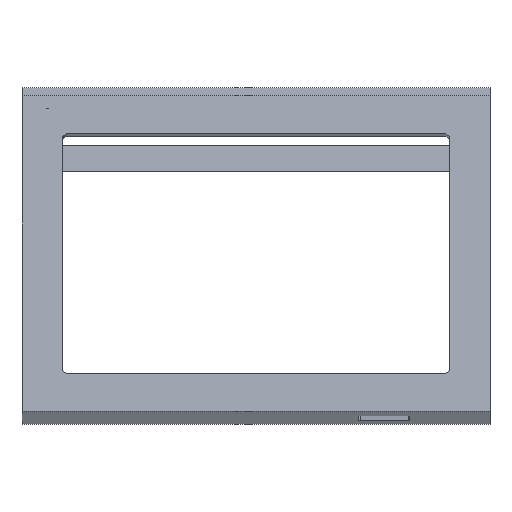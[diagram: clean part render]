
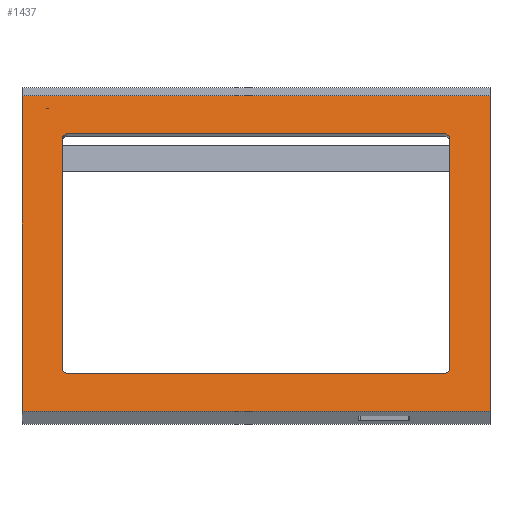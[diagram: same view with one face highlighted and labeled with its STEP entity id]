
A CAD part, left-side view. The second image highlights one B-rep face of the part: STEP entity #1437.
In plain terms, the highlighted planar face has unit normal (-0.985, 0, 0.174).
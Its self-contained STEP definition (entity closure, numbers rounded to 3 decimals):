
#34 = LINE ( 'NONE', #830, #2043 ) ;
#66 = ORIENTED_EDGE ( 'NONE', *, *, #1245, .T. ) ;
#80 = CARTESIAN_POINT ( 'NONE',  ( 63.64, 12.5, 55.206 ) ) ;
#119 = EDGE_CURVE ( 'NONE', #473, #1136, #570, .T. ) ;
#122 = CIRCLE ( 'NONE', #457, 2. ) ;
#139 = DIRECTION ( 'NONE',  ( -0.174, 0., -0.985 ) ) ;
#186 = CARTESIAN_POINT ( 'NONE',  ( 76.142, 14.5, 126.112 ) ) ;
#250 = VECTOR ( 'NONE', #2631, 1000. ) ;
#270 = VERTEX_POINT ( 'NONE', #478 ) ;
#283 = ORIENTED_EDGE ( 'NONE', *, *, #1024, .F. ) ;
#317 = VERTEX_POINT ( 'NONE', #688 ) ;
#356 = EDGE_CURVE ( 'NONE', #833, #1417, #1810, .T. ) ;
#358 = CARTESIAN_POINT ( 'NONE',  ( 63.64, 14.5, 55.206 ) ) ;
#426 = CARTESIAN_POINT ( 'NONE',  ( 78.573, 0., 139.899 ) ) ;
#457 = AXIS2_PLACEMENT_3D ( 'NONE', #186, #602, #1385 ) ;
#458 = CARTESIAN_POINT ( 'NONE',  ( 63.64, 131.5, 55.206 ) ) ;
#459 = VECTOR ( 'NONE', #573, 1000. ) ;
#473 = VERTEX_POINT ( 'NONE', #1431 ) ;
#478 = CARTESIAN_POINT ( 'NONE',  ( 78.573, 146., 139.899 ) ) ;
#488 = VERTEX_POINT ( 'NONE', #811 ) ;
#530 = VERTEX_POINT ( 'NONE', #1979 ) ;
#566 = EDGE_LOOP ( 'NONE', ( #2320, #1629, #1002, #2361 ) ) ;
#570 = LINE ( 'NONE', #1644, #747 ) ;
#573 = DIRECTION ( 'NONE',  ( 0.174, 0., 0.985 ) ) ;
#597 = EDGE_CURVE ( 'NONE', #833, #530, #122, .T. ) ;
#598 = DIRECTION ( 'NONE',  ( -0.174, 0., -0.985 ) ) ;
#600 = CARTESIAN_POINT ( 'NONE',  ( 61.209, 180., 41.418 ) ) ;
#602 = DIRECTION ( 'NONE',  ( 0.985, 0., -0.174 ) ) ;
#605 = DIRECTION ( 'NONE',  ( 0.985, 0., -0.174 ) ) ;
#608 = DIRECTION ( 'NONE',  ( 0.174, 0., 0.985 ) ) ;
#631 = EDGE_CURVE ( 'NONE', #488, #270, #2196, .T. ) ;
#688 = CARTESIAN_POINT ( 'NONE',  ( 61.209, 0., 41.418 ) ) ;
#747 = VECTOR ( 'NONE', #598, 1000. ) ;
#784 = DIRECTION ( 'NONE',  ( -0.174, 0., -0.985 ) ) ;
#811 = CARTESIAN_POINT ( 'NONE',  ( 61.209, 146., 41.418 ) ) ;
#830 = CARTESIAN_POINT ( 'NONE',  ( 78.573, 180., 139.899 ) ) ;
#833 = VERTEX_POINT ( 'NONE', #1122 ) ;
#843 = CIRCLE ( 'NONE', #1948, 2. ) ;
#904 = DIRECTION ( 'NONE',  ( 0.985, 0., -0.174 ) ) ;
#1002 = ORIENTED_EDGE ( 'NONE', *, *, #1007, .T. ) ;
#1007 = EDGE_CURVE ( 'NONE', #488, #317, #1620, .T. ) ;
#1024 = EDGE_CURVE ( 'NONE', #1288, #530, #1291, .T. ) ;
#1060 = DIRECTION ( 'NONE',  ( -0.174, 0., -0.985 ) ) ;
#1122 = CARTESIAN_POINT ( 'NONE',  ( 76.49, 14.5, 128.082 ) ) ;
#1136 = VERTEX_POINT ( 'NONE', #2109 ) ;
#1245 = EDGE_CURVE ( 'NONE', #1288, #1490, #1363, .T. ) ;
#1288 = VERTEX_POINT ( 'NONE', #80 ) ;
#1291 = LINE ( 'NONE', #1681, #1317 ) ;
#1317 = VECTOR ( 'NONE', #1669, 1000. ) ;
#1318 = VERTEX_POINT ( 'NONE', #1463 ) ;
#1352 = EDGE_CURVE ( 'NONE', #473, #1417, #843, .T. ) ;
#1353 = EDGE_CURVE ( 'NONE', #2113, #1136, #2298, .T. ) ;
#1363 = CIRCLE ( 'NONE', #1734, 2. ) ;
#1385 = DIRECTION ( 'NONE',  ( -0.174, 0., -0.985 ) ) ;
#1390 = CARTESIAN_POINT ( 'NONE',  ( 76.49, 12.5, 128.082 ) ) ;
#1403 = VECTOR ( 'NONE', #2069, 1000. ) ;
#1404 = PLANE ( 'NONE',  #1485 ) ;
#1410 = EDGE_CURVE ( 'NONE', #270, #1318, #34, .T. ) ;
#1417 = VERTEX_POINT ( 'NONE', #1650 ) ;
#1431 = CARTESIAN_POINT ( 'NONE',  ( 76.142, 133.5, 126.112 ) ) ;
#1437 = ADVANCED_FACE ( 'NONE', ( #1787, #1597 ), #1404, .F. ) ;
#1457 = DIRECTION ( 'NONE',  ( 0.985, 0., -0.174 ) ) ;
#1463 = CARTESIAN_POINT ( 'NONE',  ( 78.573, 0., 139.899 ) ) ;
#1468 = EDGE_CURVE ( 'NONE', #317, #1318, #2259, .T. ) ;
#1485 = AXIS2_PLACEMENT_3D ( 'NONE', #2622, #1457, #784 ) ;
#1490 = VERTEX_POINT ( 'NONE', #2027 ) ;
#1597 = FACE_OUTER_BOUND ( 'NONE', #566, .T. ) ;
#1620 = LINE ( 'NONE', #600, #1403 ) ;
#1629 = ORIENTED_EDGE ( 'NONE', *, *, #631, .F. ) ;
#1644 = CARTESIAN_POINT ( 'NONE',  ( 76.49, 133.5, 128.082 ) ) ;
#1650 = CARTESIAN_POINT ( 'NONE',  ( 76.49, 131.5, 128.082 ) ) ;
#1669 = DIRECTION ( 'NONE',  ( 0.174, 0., 0.985 ) ) ;
#1673 = DIRECTION ( 'NONE',  ( 0.985, 0., -0.174 ) ) ;
#1681 = CARTESIAN_POINT ( 'NONE',  ( 76.49, 12.5, 128.082 ) ) ;
#1734 = AXIS2_PLACEMENT_3D ( 'NONE', #358, #904, #139 ) ;
#1751 = CARTESIAN_POINT ( 'NONE',  ( 63.292, 131.5, 53.236 ) ) ;
#1756 = LINE ( 'NONE', #2016, #1828 ) ;
#1785 = AXIS2_PLACEMENT_3D ( 'NONE', #458, #605, #2052 ) ;
#1787 = FACE_BOUND ( 'NONE', #1876, .T. ) ;
#1810 = LINE ( 'NONE', #1390, #250 ) ;
#1828 = VECTOR ( 'NONE', #2580, 1000. ) ;
#1841 = EDGE_CURVE ( 'NONE', #2113, #1490, #1756, .T. ) ;
#1857 = DIRECTION ( 'NONE',  ( 0., -1., 0. ) ) ;
#1876 = EDGE_LOOP ( 'NONE', ( #1936, #1907, #2296, #2440, #283, #66, #2093, #2348 ) ) ;
#1907 = ORIENTED_EDGE ( 'NONE', *, *, #1352, .T. ) ;
#1912 = VECTOR ( 'NONE', #608, 1000. ) ;
#1936 = ORIENTED_EDGE ( 'NONE', *, *, #119, .F. ) ;
#1948 = AXIS2_PLACEMENT_3D ( 'NONE', #2471, #1673, #1060 ) ;
#1979 = CARTESIAN_POINT ( 'NONE',  ( 76.142, 12.5, 126.112 ) ) ;
#2016 = CARTESIAN_POINT ( 'NONE',  ( 63.292, 12.5, 53.236 ) ) ;
#2027 = CARTESIAN_POINT ( 'NONE',  ( 63.292, 14.5, 53.236 ) ) ;
#2043 = VECTOR ( 'NONE', #1857, 1000. ) ;
#2052 = DIRECTION ( 'NONE',  ( -0.174, 0., -0.985 ) ) ;
#2069 = DIRECTION ( 'NONE',  ( 0., -1., 0. ) ) ;
#2093 = ORIENTED_EDGE ( 'NONE', *, *, #1841, .F. ) ;
#2109 = CARTESIAN_POINT ( 'NONE',  ( 63.64, 133.5, 55.206 ) ) ;
#2113 = VERTEX_POINT ( 'NONE', #1751 ) ;
#2196 = LINE ( 'NONE', #2446, #459 ) ;
#2259 = LINE ( 'NONE', #426, #1912 ) ;
#2296 = ORIENTED_EDGE ( 'NONE', *, *, #356, .F. ) ;
#2298 = CIRCLE ( 'NONE', #1785, 2. ) ;
#2320 = ORIENTED_EDGE ( 'NONE', *, *, #1410, .F. ) ;
#2348 = ORIENTED_EDGE ( 'NONE', *, *, #1353, .T. ) ;
#2361 = ORIENTED_EDGE ( 'NONE', *, *, #1468, .T. ) ;
#2440 = ORIENTED_EDGE ( 'NONE', *, *, #597, .T. ) ;
#2446 = CARTESIAN_POINT ( 'NONE',  ( 78.573, 146., 139.899 ) ) ;
#2471 = CARTESIAN_POINT ( 'NONE',  ( 76.142, 131.5, 126.112 ) ) ;
#2580 = DIRECTION ( 'NONE',  ( 0., -1., 0. ) ) ;
#2622 = CARTESIAN_POINT ( 'NONE',  ( 78.573, 180., 139.899 ) ) ;
#2631 = DIRECTION ( 'NONE',  ( 0., 1., 0. ) ) ;
